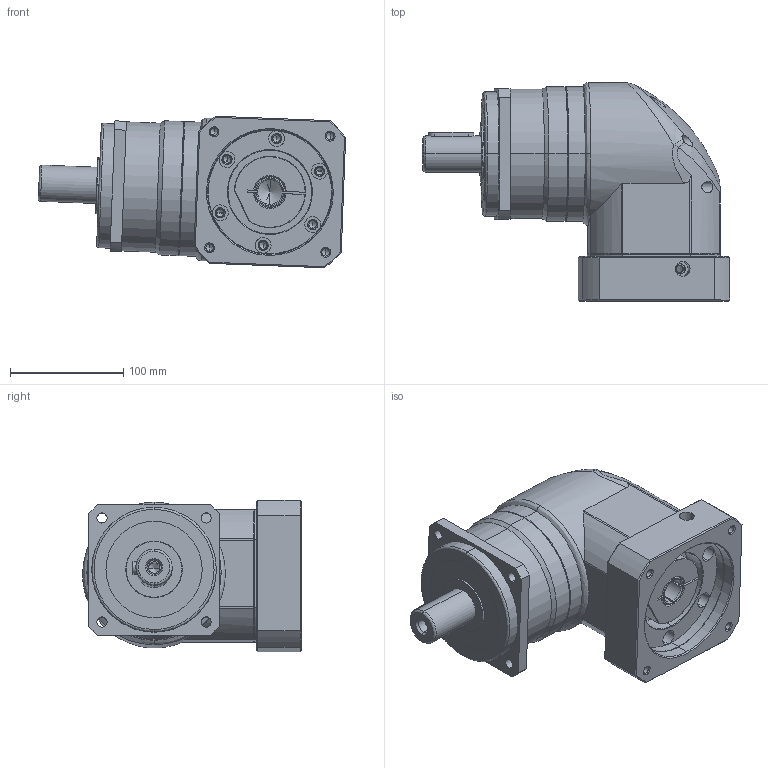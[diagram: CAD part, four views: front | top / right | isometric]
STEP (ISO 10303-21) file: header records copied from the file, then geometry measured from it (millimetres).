
FILE_DESCRIPTION (( 'STEP AP214' ), '1' );
FILE_NAME ('PBL115-L1-22-110-145M8.STEP', '2024-01-06T02:05:34', ( 'admin' ), ( '' ), 'SwSTEP 2.0', 'SolidWorks 2013', '' );
FILE_SCHEMA (( 'AUTOMOTIVE_DESIGN' ));
Length unit declared in the file: millimetre
Products named in the file (5): PBL115-L1-22-110-145M8; PB115_X2_8F9351FA7AEF_X0_; SDL115-22; SBL115_X2_8F9351658F7495017D2773AF_X0_-22; SBL115-110-145M8
Assembly tree (4 placements, depth 2):
  PBL115-L1-22-110-145M8
    PB115_X2_8F9351FA7AEF_X0_
    SDL115-22
    SBL115_X2_8F9351658F7495017D2773AF_X0_-22
    SBL115-110-145M8
Bounding box: 271.29 x 193 x 133.8 mm (x, y, z)
Volume: 3030914.6 mm3; surface area: 266399.7 mm2
Topology: 8 solids, 8 shells, 456 faces, 1134 edges, 689 vertices
Faces by surface type: cylinder 205, cone 121, plane 104, bspline 24, torus 2
Entity records: 25404 total; most frequent: CARTESIAN_POINT 9809, ORIENTED_EDGE 2144, DIRECTION 2107, EDGE_CURVE 1072, AXIS2_PLACEMENT_3D 830, VERTEX_POINT 683, EDGE_LOOP 551, UNCERTAINTY_MEASURE_WITH_UNIT 473
